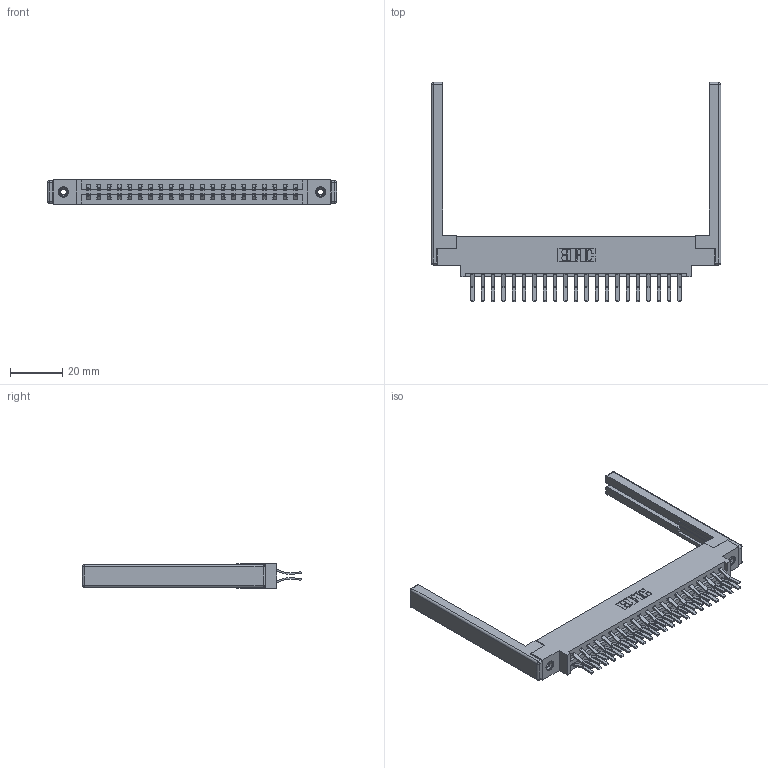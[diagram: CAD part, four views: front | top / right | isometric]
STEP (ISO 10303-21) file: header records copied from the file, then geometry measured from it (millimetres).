
FILE_DESCRIPTION (( 'STEP AP203' ), '1' );
FILE_NAME ('337-042-560-868.STEP', '2019-10-11T13:16:49', ( '' ), ( '' ), 'SwSTEP 2.0', 'SolidWorks 2016', '' );
FILE_SCHEMA (( 'CONFIG_CONTROL_DESIGN' ));
Length unit declared in the file: inch
Products named in the file (5): 337 Part_0.170 Offset - 0.156 Dia-TI; 337-042-560-868; 307-220-068; 345-292-001_560 Tail; 345-250-001_345-250-001-102
Assembly tree (47 placements, depth 2):
  337-042-560-868
    337 Part_0.170 Offset - 0.156 Dia-TI
    345-292-001_560 Tail  x42
    345-250-001_345-250-001-102  x2
    307-220-068  x2
Bounding box: 110.64 x 83.84 x 9.4 mm (x, y, z)
Volume: 15923.4 mm3; surface area: 17779.4 mm2
Topology: 47 solids, 47 shells, 2624 faces, 7727 edges, 5074 vertices
Faces by surface type: plane 1758, cylinder 842, cone 12, sphere 8, torus 4
Entity records: 21978 total; most frequent: CARTESIAN_POINT 3687, ORIENTED_EDGE 3612, DIRECTION 3248, EDGE_CURVE 1806, VECTOR 1624, LINE 1624, VERTEX_POINT 1194, AXIS2_PLACEMENT_3D 812
